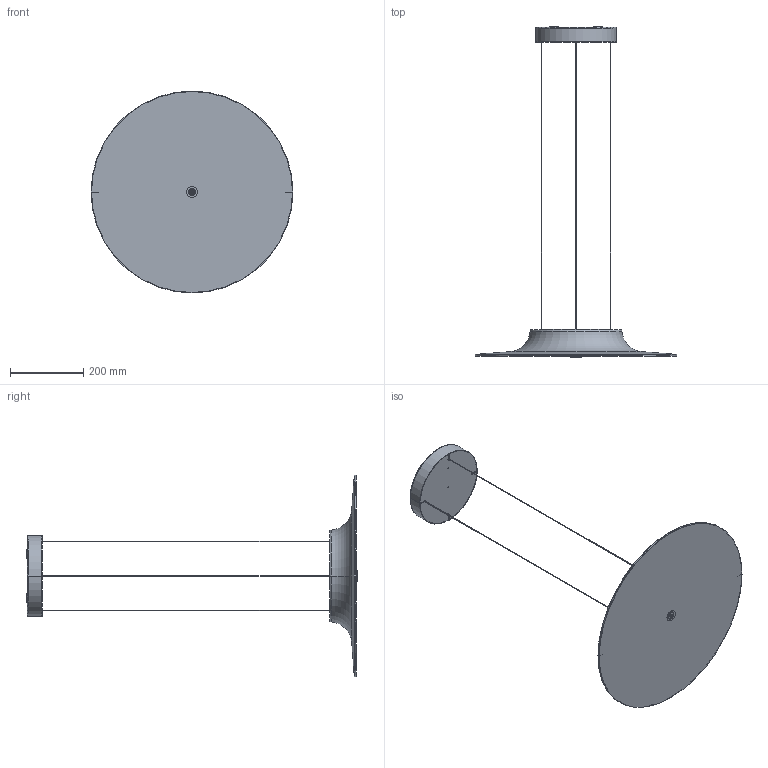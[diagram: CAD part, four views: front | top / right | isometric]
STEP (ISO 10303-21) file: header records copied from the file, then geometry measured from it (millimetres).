
FILE_DESCRIPTION (( 'STEP AP203' ), '1' );
FILE_NAME ('cini&nils-Fludd-sospesa-3d.STEP', '2021-03-01T14:43:01', ( '' ), ( '' ), 'SwSTEP 2.0', 'SolidWorks 2020', '' );
FILE_SCHEMA (( 'CONFIG_CONTROL_DESIGN' ));
Length unit declared in the file: millimetre
Products named in the file (12): cini&nils-Fludd-sospesa-3d; P167112_CVR_MDS; P167004_RSS_MDS_ASM; P167113_CRR_MDS; TSP-ICRM3X6; P167108_CVV_MDS; P167105_DSP_MDS; P167110_TRN_MDS; P167002_LNT_MDS; RAN_D19_H7_F10-4; P167103_VTT_MDS; P167101_VLC_MDS
Assembly tree (12 placements, depth 3):
  cini&nils-Fludd-sospesa-3d
    P167002_LNT_MDS
    P167101_VLC_MDS
    P167105_DSP_MDS
    P167103_VTT_MDS
    RAN_D19_H7_F10-4  x2
    P167108_CVV_MDS
    P167112_CVR_MDS
    P167004_RSS_MDS_ASM
      P167110_TRN_MDS
      TSP-ICRM3X6
      P167113_CRR_MDS
Bounding box: 550 x 901.75 x 550 mm (x, y, z)
Volume: 2273044.9 mm3; surface area: 1423131.4 mm2
Topology: 13 solids, 15 shells, 507 faces, 1256 edges, 795 vertices
Faces by surface type: cylinder 244, plane 109, cone 90, torus 60, sphere 4
Entity records: 16717 total; most frequent: DIRECTION 3010, CARTESIAN_POINT 2602, ORIENTED_EDGE 2472, AXIS2_PLACEMENT_3D 1259, EDGE_CURVE 1238, VERTEX_POINT 783, CIRCLE 744, EDGE_LOOP 659
